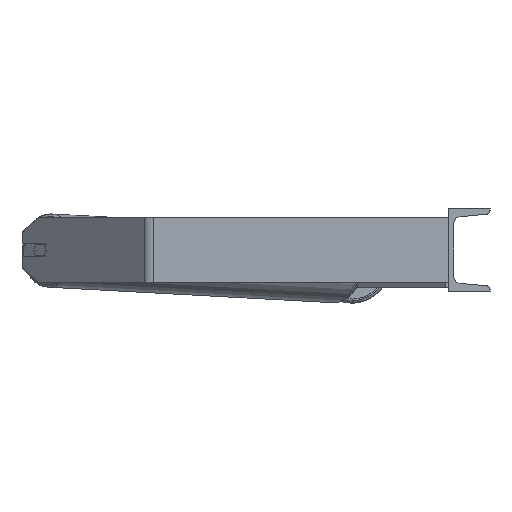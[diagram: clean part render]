
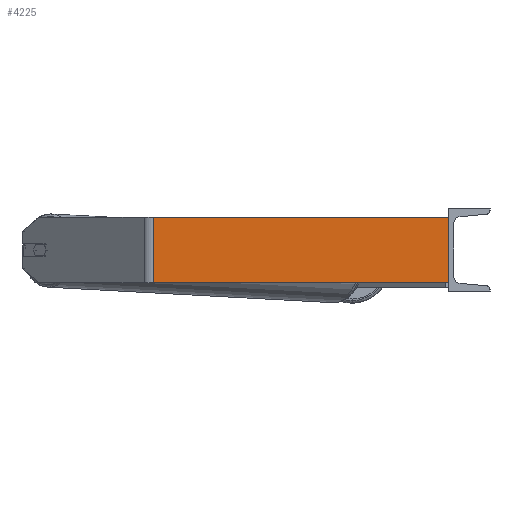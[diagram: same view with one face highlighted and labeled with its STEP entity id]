
A CAD part, left-side view. The second image highlights one B-rep face of the part: STEP entity #4225.
In plain terms, the highlighted planar face has unit normal (-1, 0, 0).
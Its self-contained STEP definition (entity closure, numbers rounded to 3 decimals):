
#254 = ORIENTED_EDGE ( 'NONE', *, *, #6750, .F. ) ;
#265 = LINE ( 'NONE', #8011, #2386 ) ;
#835 = LINE ( 'NONE', #3624, #3272 ) ;
#1135 = PLANE ( 'NONE',  #6359 ) ;
#1631 = DIRECTION ( 'NONE',  ( 0., 0., -1. ) ) ;
#2297 = ORIENTED_EDGE ( 'NONE', *, *, #3780, .F. ) ;
#2386 = VECTOR ( 'NONE', #3735, 1000. ) ;
#2410 = DIRECTION ( 'NONE',  ( 1., 0., 0. ) ) ;
#3087 = VERTEX_POINT ( 'NONE', #8912 ) ;
#3096 = CARTESIAN_POINT ( 'NONE',  ( -785., 364.947, 40. ) ) ;
#3272 = VECTOR ( 'NONE', #6384, 1000. ) ;
#3624 = CARTESIAN_POINT ( 'NONE',  ( -785., 0., 40. ) ) ;
#3735 = DIRECTION ( 'NONE',  ( 0., -1., 0. ) ) ;
#3780 = EDGE_CURVE ( 'NONE', #5967, #3087, #4438, .T. ) ;
#4001 = VERTEX_POINT ( 'NONE', #7748 ) ;
#4025 = CARTESIAN_POINT ( 'NONE',  ( -785., 364.947, 40. ) ) ;
#4038 = CARTESIAN_POINT ( 'NONE',  ( -785., 358.32, 40. ) ) ;
#4141 = EDGE_CURVE ( 'NONE', #5967, #4001, #5142, .T. ) ;
#4225 = ADVANCED_FACE ( 'NONE', ( #7375 ), #1135, .F. ) ;
#4338 = VECTOR ( 'NONE', #1631, 1000. ) ;
#4397 = VECTOR ( 'NONE', #6925, 1000. ) ;
#4438 = LINE ( 'NONE', #4025, #4397 ) ;
#5142 = LINE ( 'NONE', #8648, #4338 ) ;
#5188 = DIRECTION ( 'NONE',  ( 0., 1., 0. ) ) ;
#5825 = EDGE_CURVE ( 'NONE', #4001, #8582, #265, .T. ) ;
#5866 = CARTESIAN_POINT ( 'NONE',  ( -785., 0., -40. ) ) ;
#5967 = VERTEX_POINT ( 'NONE', #4038 ) ;
#6124 = ORIENTED_EDGE ( 'NONE', *, *, #5825, .T. ) ;
#6359 = AXIS2_PLACEMENT_3D ( 'NONE', #3096, #2410, #5188 ) ;
#6384 = DIRECTION ( 'NONE',  ( 0., 0., -1. ) ) ;
#6750 = EDGE_CURVE ( 'NONE', #3087, #8582, #835, .T. ) ;
#6925 = DIRECTION ( 'NONE',  ( 0., -1., 0. ) ) ;
#7375 = FACE_OUTER_BOUND ( 'NONE', #8322, .T. ) ;
#7748 = CARTESIAN_POINT ( 'NONE',  ( -785., 358.32, -40. ) ) ;
#8011 = CARTESIAN_POINT ( 'NONE',  ( -785., 364.947, -40. ) ) ;
#8151 = ORIENTED_EDGE ( 'NONE', *, *, #4141, .T. ) ;
#8322 = EDGE_LOOP ( 'NONE', ( #6124, #254, #2297, #8151 ) ) ;
#8582 = VERTEX_POINT ( 'NONE', #5866 ) ;
#8648 = CARTESIAN_POINT ( 'NONE',  ( -785., 358.32, 40. ) ) ;
#8912 = CARTESIAN_POINT ( 'NONE',  ( -785., 0., 40. ) ) ;
